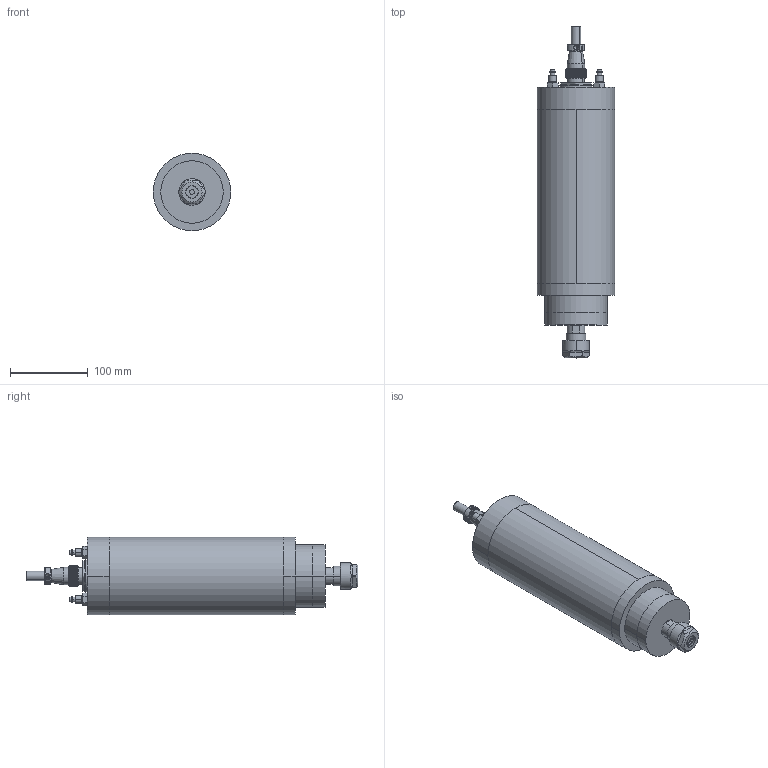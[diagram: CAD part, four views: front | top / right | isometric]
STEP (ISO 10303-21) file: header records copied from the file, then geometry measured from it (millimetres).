
FILE_DESCRIPTION (( 'STEP AP214' ), '1' );
FILE_NAME ('GDZ-27.STEP', '2024-08-02T03:17:10', ( '00' ), ( '' ), 'SwSTEP 2.0', 'SolidWorks 2018', '' );
FILE_SCHEMA (( 'AUTOMOTIVE_DESIGN' ));
Length unit declared in the file: millimetre
Products named in the file (14): ER20 粟俶芠標_1; GDZ24-1B粣芛1; GDZ24-1B儂褲; GDZ24-1B儂褲1; GBT823_M3℅10; 阨郲30.5ㄗM10ㄘ; GDZ24-1B儂褲2; YD20-4瑤脣釱; GDZ24-1B堤盄釱; YD20-4瑤脣芛; GDZ-27; GDZ24-1B粣創釱; ER20蹟簽_1; YD20-4瑤脣
Assembly tree (15 placements, depth 3):
  GDZ-27
    GDZ24-1B儂褲
    ER20 粟俶芠標_1
    ER20蹟簽_1
    GDZ24-1B堤盄釱
    GDZ24-1B粣芛1
    GDZ24-1B粣創釱
    GDZ24-1B儂褲1
    GDZ24-1B儂褲2
    YD20-4瑤脣
      YD20-4瑤脣釱
      YD20-4瑤脣芛
      GBT823_M3℅10  x2
    阨郲30.5ㄗM10ㄘ  x2
Bounding box: 100 x 428.3 x 100 mm (x, y, z)
Volume: 2347171.1 mm3; surface area: 198920.9 mm2
Topology: 19 solids, 19 shells, 3212 faces, 7942 edges, 5237 vertices
Faces by surface type: plane 1319, cone 1039, cylinder 812, torus 21, sphere 12, bspline 9
Entity records: 101414 total; most frequent: CARTESIAN_POINT 24962, ORIENTED_EDGE 15596, DIRECTION 14622, EDGE_CURVE 7798, AXIS2_PLACEMENT_3D 5927, VERTEX_POINT 5167, EDGE_LOOP 3697, FACE_OUTER_BOUND 3159
